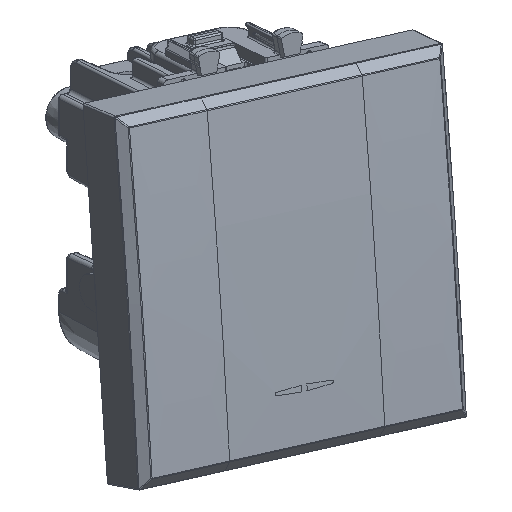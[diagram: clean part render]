
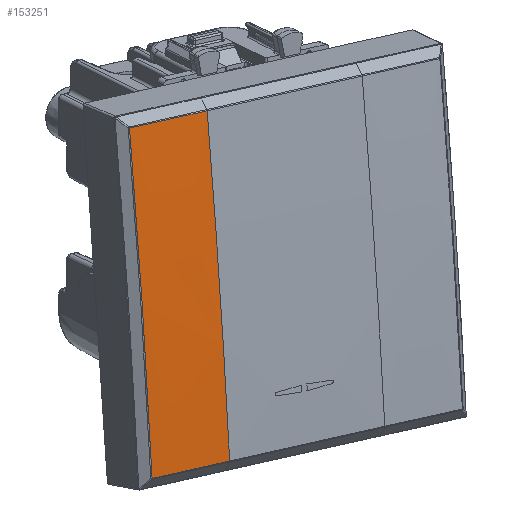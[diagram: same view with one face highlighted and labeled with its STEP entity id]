
A CAD part, top view. The second image highlights one B-rep face of the part: STEP entity #153251.
In plain terms, the highlighted face is a extrusion surface.
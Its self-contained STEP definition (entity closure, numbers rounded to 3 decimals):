
#151928=CARTESIAN_POINT('Vertex',(-10.5,-20.496,15.635)) ;
#151990=CARTESIAN_POINT('Vertex',(-10.5,20.496,15.635)) ;
#151993=CARTESIAN_POINT('Axis2P3D Location',(-10.5,0.,-775.556)) ;
#153062=CARTESIAN_POINT('Line Origine',(-16.273,-20.496,15.635)) ;
#153066=CARTESIAN_POINT('Vertex',(-21.,-20.496,15.635)) ;
#153206=CARTESIAN_POINT('Control Point',(0.,-20.496,15.635)) ;
#153207=CARTESIAN_POINT('Control Point',(0.,-12.299,15.847)) ;
#153208=CARTESIAN_POINT('Control Point',(0.,-4.1,15.953)) ;
#153209=CARTESIAN_POINT('Control Point',(0.,4.1,15.953)) ;
#153210=CARTESIAN_POINT('Control Point',(0.,12.299,15.847)) ;
#153211=CARTESIAN_POINT('Control Point',(0.,20.496,15.635)) ;
#153215=CARTESIAN_POINT('Line Origine',(-16.438,20.496,15.635)) ;
#153219=CARTESIAN_POINT('Vertex',(-21.,20.496,15.635)) ;
#153223=CARTESIAN_POINT('Control Point',(-21.,20.496,15.635)) ;
#153224=CARTESIAN_POINT('Control Point',(-21.,20.064,15.646)) ;
#153225=CARTESIAN_POINT('Control Point',(-21.,19.631,15.657)) ;
#153226=CARTESIAN_POINT('Control Point',(-20.999,19.196,15.667)) ;
#153227=CARTESIAN_POINT('Control Point',(-20.998,17.671,15.704)) ;
#153228=CARTESIAN_POINT('Control Point',(-20.997,16.147,15.736)) ;
#153229=CARTESIAN_POINT('Control Point',(-20.997,15.058,15.758)) ;
#153230=CARTESIAN_POINT('Control Point',(-20.996,12.444,15.805)) ;
#153231=CARTESIAN_POINT('Control Point',(-20.995,9.831,15.841)) ;
#153232=CARTESIAN_POINT('Control Point',(-20.994,8.306,15.859)) ;
#153233=CARTESIAN_POINT('Control Point',(-20.993,3.731,15.9)) ;
#153234=CARTESIAN_POINT('Control Point',(-20.993,-0.844,15.908)) ;
#153235=CARTESIAN_POINT('Control Point',(-20.993,-3.894,15.899)) ;
#153236=CARTESIAN_POINT('Control Point',(-20.994,-8.382,15.864)) ;
#153237=CARTESIAN_POINT('Control Point',(-20.996,-12.87,15.797)) ;
#153238=CARTESIAN_POINT('Control Point',(-20.996,-14.324,15.772)) ;
#153239=CARTESIAN_POINT('Control Point',(-20.998,-16.442,15.731)) ;
#153240=CARTESIAN_POINT('Control Point',(-20.999,-18.553,15.683)) ;
#153241=CARTESIAN_POINT('Control Point',(-20.999,-19.203,15.667)) ;
#153242=CARTESIAN_POINT('Control Point',(-21.,-19.85,15.651)) ;
#153243=CARTESIAN_POINT('Control Point',(-21.,-20.495,15.635)) ;
#151994=DIRECTION('Axis2P3D Direction',(-1.,0.,0.)) ;
#153063=DIRECTION('Vector Direction',(-1.,0.,0.)) ;
#153212=DIRECTION('Vector Direction',(-1.,0.,0.)) ;
#153216=DIRECTION('Vector Direction',(-1.,0.,0.)) ;
#151995=AXIS2_PLACEMENT_3D('Circle Axis2P3D',#151993,#151994,$) ;
#153246=ORIENTED_EDGE('',*,*,#151997,.T.) ;
#153247=ORIENTED_EDGE('',*,*,#153221,.F.) ;
#153248=ORIENTED_EDGE('',*,*,#153244,.F.) ;
#153249=ORIENTED_EDGE('',*,*,#153068,.F.) ;
#153064=VECTOR('Line Direction',#153063,1.) ;
#153213=VECTOR('Extrusion Surface Vector',#153212,1.) ;
#153217=VECTOR('Line Direction',#153216,1.) ;
#153251=ADVANCED_FACE('PartBody',(#153250),#153214,.T.) ;
#153205=B_SPLINE_CURVE_WITH_KNOTS('',5,(#153206,#153207,#153208,#153209,#153210,#153211),.UNSPECIFIED.,.F.,.U.,(6,6),(33.591,74.588),.UNSPECIFIED.) ;
#153222=B_SPLINE_CURVE_WITH_KNOTS('',5,(#153223,#153224,#153225,#153226,#153227,#153228,#153229,#153230,#153231,#153232,#153233,#153234,#153235,#153236,#153237,#153238,#153239,#153240,#153241,#153242,#153243),.UNSPECIFIED.,.F.,.U.,(6,3,3,3,3,3,6),(17.269,21.044,30.47,43.67,70.072,82.517,88.07),.UNSPECIFIED.) ;
#151996=CIRCLE('generated circle',#151995,791.456) ;
#151997=EDGE_CURVE('',#151929,#151991,#151996,.T.) ;
#153068=EDGE_CURVE('',#151929,#153067,#153065,.T.) ;
#153221=EDGE_CURVE('',#153220,#151991,#153218,.F.) ;
#153244=EDGE_CURVE('',#153067,#153220,#153222,.F.) ;
#153245=EDGE_LOOP('',(#153246,#153247,#153248,#153249)) ;
#153250=FACE_OUTER_BOUND('',#153245,.T.) ;
#153065=LINE('Line',#153062,#153064) ;
#153218=LINE('Line',#153215,#153217) ;
#153214=SURFACE_OF_LINEAR_EXTRUSION('generated tabulated cylinder',#153205,#153213) ;
#151929=VERTEX_POINT('',#151928) ;
#151991=VERTEX_POINT('',#151990) ;
#153067=VERTEX_POINT('',#153066) ;
#153220=VERTEX_POINT('',#153219) ;
